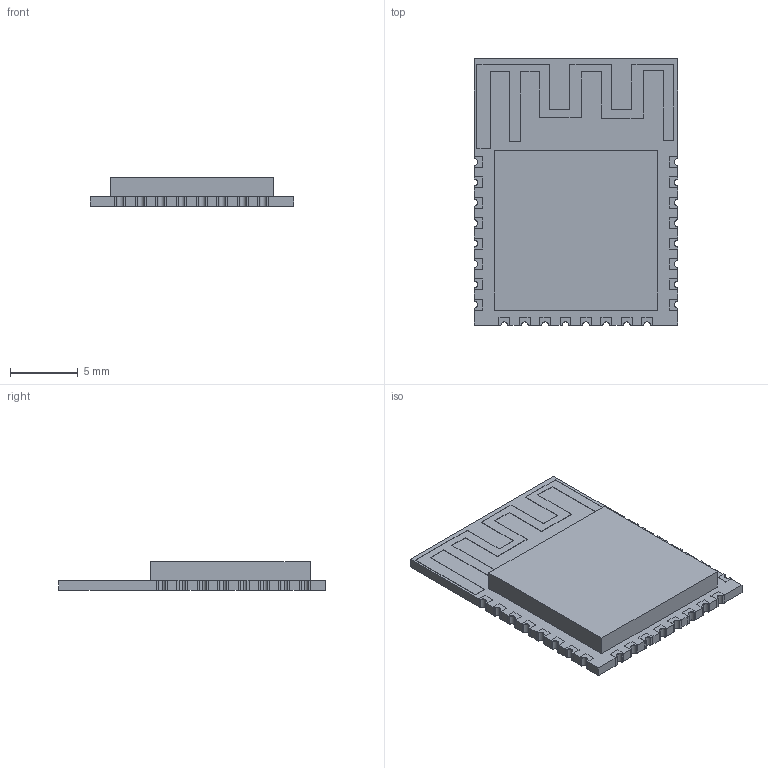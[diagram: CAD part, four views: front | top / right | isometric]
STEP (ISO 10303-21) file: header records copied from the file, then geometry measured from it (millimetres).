
FILE_DESCRIPTION(('FreeCAD Model'),'2;1');
FILE_NAME('JDY-08.step','2019-07-10T13:24:51',('kicad StepUp'),( 'ksu MCAD'),'Open CASCADE STEP processor 7.3','FreeCAD','Unknown');
FILE_SCHEMA(('AUTOMOTIVE_DESIGN { 1 0 10303 214 1 1 1 1 }'));
Length unit declared in the file: millimetre
Products named in the file (1): JDY-08
Bounding box: 14.96 x 19.61 x 2.1 mm (x, y, z)
Volume: 408.7 mm3; surface area: 777 mm2
Topology: 25 solids, 25 shells, 296 faces, 732 edges, 488 vertices
Faces by surface type: plane 232, cylinder 64
Entity records: 10742 total; most frequent: CARTESIAN_POINT 1517, ORIENTED_EDGE 1464, DIRECTION 1454, EDGE_CURVE 732, LINE 604, VECTOR 604, VERTEX_POINT 488, AXIS2_PLACEMENT_3D 425
